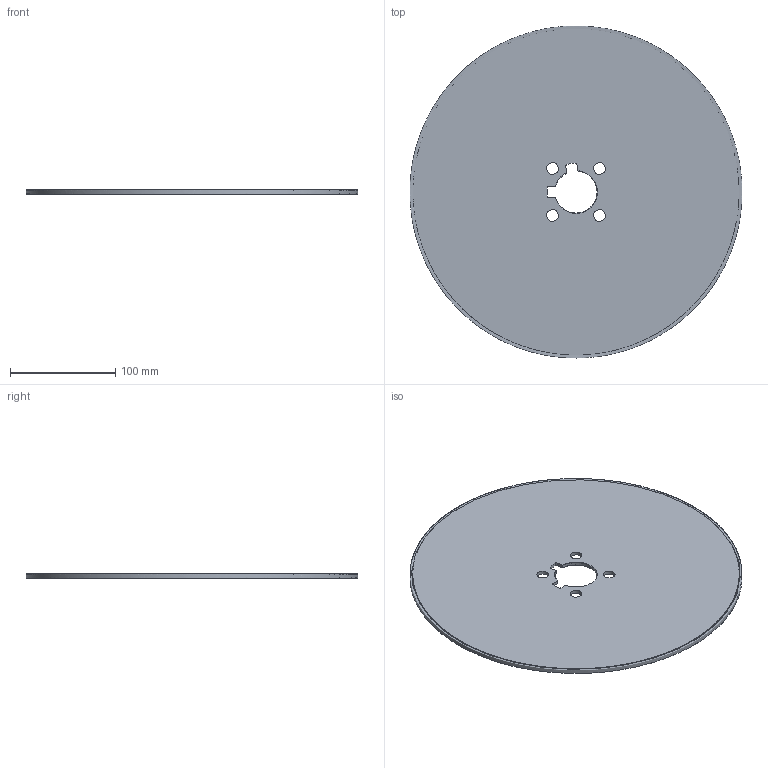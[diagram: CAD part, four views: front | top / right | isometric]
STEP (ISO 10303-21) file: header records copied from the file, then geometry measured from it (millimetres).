
FILE_DESCRIPTION(/* description */ (''),/* implementation_level */ '2;1');
FILE_NAME(/* name */ 'toolassembly_1.stp',/* time_stamp */ '2018-10-19T13:10:47+02:00',/* author */ (''),/* organization */ ('SMS'),/* preprocessor_version */ 'ST-DEVELOPER v15',/* originating_system */ 'SIEMENS PLM Software NX 8.5',/* authorisation */ '');
FILE_SCHEMA (('AUTOMOTIVE_DESIGN { 1 0 10303 214 3 1 1 1 }'));
Length unit declared in the file: millimetre
Products named in the file (4): ASSEMBLY_CONSTRUCTION; CUT_20181019130956; NOCUT_20181019130951; TOOLASSEMBLY_1
Assembly tree (3 placements, depth 2):
  TOOLASSEMBLY_1
    NOCUT_20181019130951
    CUT_20181019130956
    ASSEMBLY_CONSTRUCTION
Bounding box: 315 x 315 x 4 mm (x, y, z)
Volume: 259574 mm3; surface area: 165918.9 mm2
Topology: 2 solids, 2 shells, 34 faces, 99 edges, 96 vertices
Faces by surface type: cylinder 17, cone 10, plane 6, bspline 1
Full cylindrical faces by diameter (mm): 11.021 x4, 312.201 x1
Entity records: 5794 total; most frequent: CARTESIAN_POINT 4494, DIRECTION 252, ORIENTED_EDGE 168, AXIS2_PLACEMENT_3D 114, EDGE_CURVE 84, VERTEX_POINT 61, STYLED_ITEM 61, PRESENTATION_STYLE_ASSIGNMENT 61
